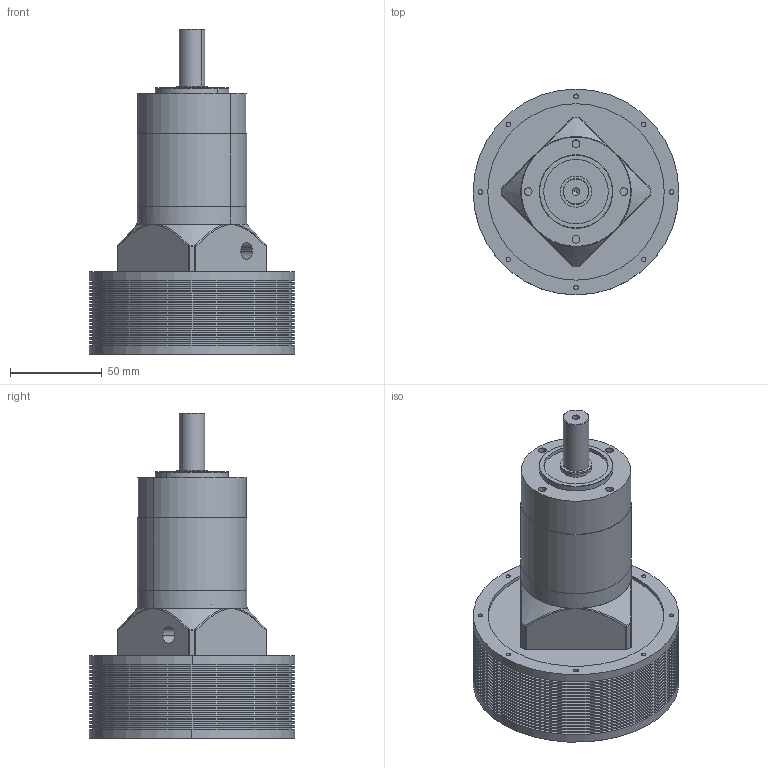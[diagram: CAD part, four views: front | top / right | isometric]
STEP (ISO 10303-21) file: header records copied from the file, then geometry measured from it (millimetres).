
FILE_DESCRIPTION (( 'STEP AP214' ), '1' );
FILE_NAME ('1.B112PE(2ST).STEP', '2022-06-17T04:23:03', ( '' ), ( '' ), 'SwSTEP 2.0', 'SolidWorks 2018', '' );
FILE_SCHEMA (( 'AUTOMOTIVE_DESIGN' ));
Length unit declared in the file: millimetre
Products named in the file (1): 1.B112PE(2ST)
Bounding box: 112 x 112 x 177.3 mm (x, y, z)
Volume: 717392.8 mm3; surface area: 83031 mm2
Topology: 1 solids, 14 shells, 610 faces, 1354 edges, 842 vertices
Faces by surface type: plane 299, cylinder 208, cone 65, bspline 26, sphere 8, torus 4
Entity records: 21648 total; most frequent: CARTESIAN_POINT 5152, DIRECTION 2855, ORIENTED_EDGE 2664, EDGE_CURVE 1332, AXIS2_PLACEMENT_3D 1089, VERTEX_POINT 842, EDGE_LOOP 704, VECTOR 677
